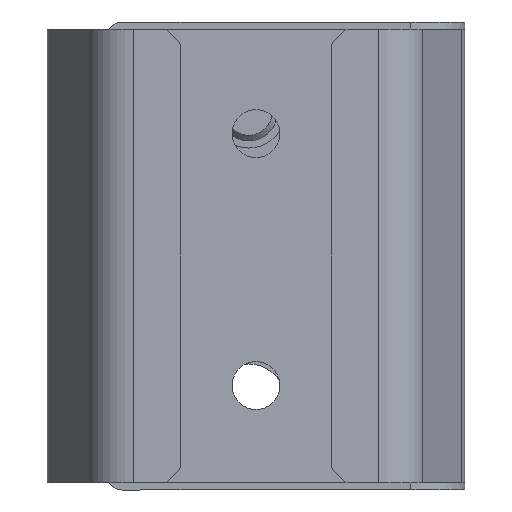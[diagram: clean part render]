
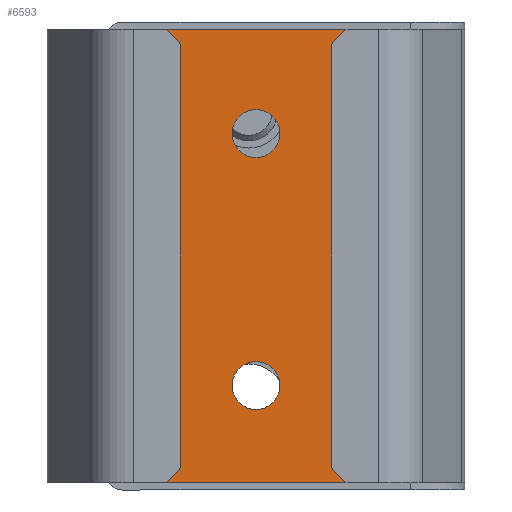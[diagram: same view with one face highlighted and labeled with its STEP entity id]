
A CAD part, front view. The second image highlights one B-rep face of the part: STEP entity #6593.
In plain terms, the highlighted planar face has unit normal (0, -1, 0).
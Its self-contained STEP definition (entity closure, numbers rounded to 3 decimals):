
#193=FACE_BOUND('',#2271,.T.);
#194=FACE_BOUND('',#2272,.T.);
#334=LINE('',#9409,#993);
#336=LINE('',#9415,#995);
#337=LINE('',#9417,#996);
#338=LINE('',#9419,#997);
#339=LINE('',#9423,#998);
#340=LINE('',#9424,#999);
#993=VECTOR('',#7613,10.);
#995=VECTOR('',#7619,10.);
#996=VECTOR('',#7620,10.);
#997=VECTOR('',#7621,10.);
#998=VECTOR('',#7624,10.);
#999=VECTOR('',#7625,10.);
#1652=PLANE('',#7085);
#1886=FACE_OUTER_BOUND('',#2270,.T.);
#2270=EDGE_LOOP('',(#4565,#4566,#4567,#4568,#4569,#4570,#4571,#4572));
#2271=EDGE_LOOP('',(#4573));
#2272=EDGE_LOOP('',(#4574));
#2711=ELLIPSE('',#7071,9.145,6.466);
#2719=ELLIPSE('',#7086,9.145,6.466);
#2740=CIRCLE('',#7087,3.324);
#2741=CIRCLE('',#7088,3.324);
#2901=VERTEX_POINT('',#9296);
#2902=VERTEX_POINT('',#9298);
#2908=VERTEX_POINT('',#9408);
#2910=VERTEX_POINT('',#9414);
#2911=VERTEX_POINT('',#9416);
#2912=VERTEX_POINT('',#9418);
#2913=VERTEX_POINT('',#9420);
#2914=VERTEX_POINT('',#9422);
#2915=VERTEX_POINT('',#9425);
#2916=VERTEX_POINT('',#9427);
#3556=EDGE_CURVE('',#2901,#2902,#2711,.T.);
#3568=EDGE_CURVE('',#2902,#2908,#334,.T.);
#3571=EDGE_CURVE('',#2910,#2901,#336,.T.);
#3572=EDGE_CURVE('',#2910,#2911,#337,.T.);
#3573=EDGE_CURVE('',#2912,#2911,#338,.T.);
#3574=EDGE_CURVE('',#2913,#2912,#2719,.T.);
#3575=EDGE_CURVE('',#2914,#2913,#339,.T.);
#3576=EDGE_CURVE('',#2914,#2908,#340,.T.);
#3577=EDGE_CURVE('',#2915,#2915,#2740,.T.);
#3578=EDGE_CURVE('',#2916,#2916,#2741,.T.);
#4565=ORIENTED_EDGE('',*,*,#3556,.F.);
#4566=ORIENTED_EDGE('',*,*,#3571,.F.);
#4567=ORIENTED_EDGE('',*,*,#3572,.T.);
#4568=ORIENTED_EDGE('',*,*,#3573,.F.);
#4569=ORIENTED_EDGE('',*,*,#3574,.F.);
#4570=ORIENTED_EDGE('',*,*,#3575,.F.);
#4571=ORIENTED_EDGE('',*,*,#3576,.T.);
#4572=ORIENTED_EDGE('',*,*,#3568,.F.);
#4573=ORIENTED_EDGE('',*,*,#3577,.T.);
#4574=ORIENTED_EDGE('',*,*,#3578,.T.);
#6593=ADVANCED_FACE('',(#1886,#193,#194),#1652,.T.);
#7071=AXIS2_PLACEMENT_3D('',#9299,#7586,#7587);
#7085=AXIS2_PLACEMENT_3D('',#9413,#7617,#7618);
#7086=AXIS2_PLACEMENT_3D('',#9421,#7622,#7623);
#7087=AXIS2_PLACEMENT_3D('',#9426,#7626,#7627);
#7088=AXIS2_PLACEMENT_3D('',#9428,#7628,#7629);
#7586=DIRECTION('center_axis',(0.,-1.,0.));
#7587=DIRECTION('ref_axis',(1.,0.,0.));
#7613=DIRECTION('',(0.,0.,1.));
#7617=DIRECTION('center_axis',(0.,-1.,0.));
#7618=DIRECTION('ref_axis',(0.,0.,-1.));
#7619=DIRECTION('',(0.,0.,1.));
#7620=DIRECTION('',(1.,0.,0.));
#7621=DIRECTION('',(0.,0.,-1.));
#7622=DIRECTION('center_axis',(0.,-1.,0.));
#7623=DIRECTION('ref_axis',(-1.,0.,0.));
#7624=DIRECTION('',(0.,0.,-1.));
#7625=DIRECTION('',(-1.,0.,0.));
#7626=DIRECTION('center_axis',(0.,1.,0.));
#7627=DIRECTION('ref_axis',(1.,0.,0.));
#7628=DIRECTION('center_axis',(0.,1.,0.));
#7629=DIRECTION('ref_axis',(1.,0.,0.));
#9296=CARTESIAN_POINT('',(-22.5,49.,-4.572));
#9298=CARTESIAN_POINT('',(-22.5,49.,4.572));
#9299=CARTESIAN_POINT('Origin',(-28.966,49.,0.));
#9408=CARTESIAN_POINT('',(-22.5,49.,31.5));
#9409=CARTESIAN_POINT('',(-22.5,49.,0.));
#9413=CARTESIAN_POINT('Origin',(25.5,49.,0.));
#9414=CARTESIAN_POINT('',(-22.5,49.,-31.5));
#9415=CARTESIAN_POINT('',(-22.5,49.,0.));
#9416=CARTESIAN_POINT('',(22.5,49.,-31.5));
#9417=CARTESIAN_POINT('',(25.5,49.,-31.5));
#9418=CARTESIAN_POINT('',(22.5,49.,-4.572));
#9419=CARTESIAN_POINT('',(22.5,49.,0.));
#9420=CARTESIAN_POINT('',(22.5,49.,4.572));
#9421=CARTESIAN_POINT('Origin',(28.966,49.,0.));
#9422=CARTESIAN_POINT('',(22.5,49.,31.5));
#9423=CARTESIAN_POINT('',(22.5,49.,0.));
#9424=CARTESIAN_POINT('',(25.5,49.,31.5));
#9425=CARTESIAN_POINT('',(-3.324,49.,17.));
#9426=CARTESIAN_POINT('Origin',(0.,49.,17.));
#9427=CARTESIAN_POINT('',(-3.324,49.,-18.));
#9428=CARTESIAN_POINT('Origin',(0.,49.,-18.));
